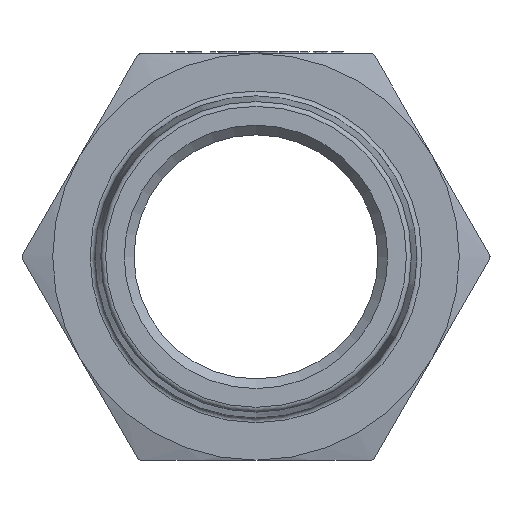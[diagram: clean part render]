
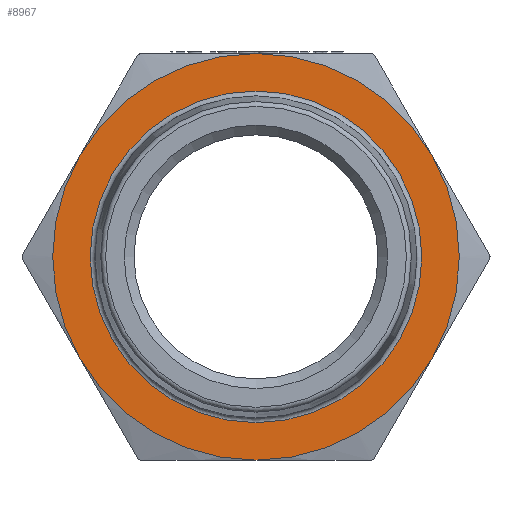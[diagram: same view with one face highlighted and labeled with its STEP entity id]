
A CAD part, left-side view. The second image highlights one B-rep face of the part: STEP entity #8967.
In plain terms, the highlighted planar face has unit normal (-1, 0, 0).
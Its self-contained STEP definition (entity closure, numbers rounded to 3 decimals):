
#98 = AXIS2_PLACEMENT_3D ( 'NONE', #8840, #8837, #8836 ) ;
#1255 = CIRCLE ( 'NONE', #98, 12. ) ;
#3029 = AXIS2_PLACEMENT_3D ( 'NONE', #11463, #11462, #11461 ) ;
#3035 = CIRCLE ( 'NONE', #6606, 12. ) ;
#3045 = CIRCLE ( 'NONE', #6864, 12. ) ;
#3541 = VERTEX_POINT ( 'NONE', #5424 ) ;
#3809 = CIRCLE ( 'NONE', #7313, 12. ) ;
#3813 = CIRCLE ( 'NONE', #7470, 12. ) ;
#3846 = AXIS2_PLACEMENT_3D ( 'NONE', #11844, #11788, #11783 ) ;
#4054 = PLANE ( 'NONE',  #13292 ) ;
#4057 = CARTESIAN_POINT ( 'NONE',  ( -3.85, 0., 0. ) ) ;
#4400 = CARTESIAN_POINT ( 'NONE',  ( -3.85, 10.392, -6. ) ) ;
#4416 = CARTESIAN_POINT ( 'NONE',  ( -3.85, 10.392, 6. ) ) ;
#4419 = DIRECTION ( 'NONE',  ( 1., 0., 0. ) ) ;
#4607 = DIRECTION ( 'NONE',  ( 0., 0., -1. ) ) ;
#4882 = FACE_OUTER_BOUND ( 'NONE', #6119, .T. ) ;
#4907 = DIRECTION ( 'NONE',  ( 0., 0., 1. ) ) ;
#4908 = DIRECTION ( 'NONE',  ( -1., 0., 0. ) ) ;
#4909 = CARTESIAN_POINT ( 'NONE',  ( -3.85, 0., 0. ) ) ;
#4994 = DIRECTION ( 'NONE',  ( 0., 0., 1. ) ) ;
#4995 = DIRECTION ( 'NONE',  ( -1., 0., 0. ) ) ;
#4998 = CARTESIAN_POINT ( 'NONE',  ( -3.85, 0., 0. ) ) ;
#4999 = FACE_BOUND ( 'NONE', #6242, .T. ) ;
#5424 = CARTESIAN_POINT ( 'NONE',  ( -3.85, 0., -9.787 ) ) ;
#5555 = CARTESIAN_POINT ( 'NONE',  ( -3.85, 0., 0. ) ) ;
#5556 = DIRECTION ( 'NONE',  ( -1., 0., 0. ) ) ;
#5722 = DIRECTION ( 'NONE',  ( 0., 0., 1. ) ) ;
#5788 = ORIENTED_EDGE ( 'NONE', *, *, #13357, .T. ) ;
#6003 = ORIENTED_EDGE ( 'NONE', *, *, #13314, .T. ) ;
#6016 = ORIENTED_EDGE ( 'NONE', *, *, #13343, .F. ) ;
#6119 = EDGE_LOOP ( 'NONE', ( #5788, #6308, #6193, #6205, #6224, #6003 ) ) ;
#6193 = ORIENTED_EDGE ( 'NONE', *, *, #13425, .T. ) ;
#6205 = ORIENTED_EDGE ( 'NONE', *, *, #13345, .T. ) ;
#6224 = ORIENTED_EDGE ( 'NONE', *, *, #13137, .T. ) ;
#6242 = EDGE_LOOP ( 'NONE', ( #6016 ) ) ;
#6308 = ORIENTED_EDGE ( 'NONE', *, *, #13417, .T. ) ;
#6359 = VERTEX_POINT ( 'NONE', #8773 ) ;
#6367 = VERTEX_POINT ( 'NONE', #8900 ) ;
#6368 = VERTEX_POINT ( 'NONE', #8550 ) ;
#6602 = VERTEX_POINT ( 'NONE', #8491 ) ;
#6606 = AXIS2_PLACEMENT_3D ( 'NONE', #4909, #4908, #4907 ) ;
#6858 = VERTEX_POINT ( 'NONE', #4400 ) ;
#6863 = VERTEX_POINT ( 'NONE', #4416 ) ;
#6864 = AXIS2_PLACEMENT_3D ( 'NONE', #4998, #4995, #4994 ) ;
#7313 = AXIS2_PLACEMENT_3D ( 'NONE', #5555, #5556, #5722 ) ;
#7470 = AXIS2_PLACEMENT_3D ( 'NONE', #11256, #11254, #11252 ) ;
#8491 = CARTESIAN_POINT ( 'NONE',  ( -3.85, 0., 12. ) ) ;
#8550 = CARTESIAN_POINT ( 'NONE',  ( -3.85, -10.392, -6. ) ) ;
#8773 = CARTESIAN_POINT ( 'NONE',  ( -3.85, -10.392, 6. ) ) ;
#8836 = DIRECTION ( 'NONE',  ( 0., 0., 1. ) ) ;
#8837 = DIRECTION ( 'NONE',  ( -1., 0., 0. ) ) ;
#8840 = CARTESIAN_POINT ( 'NONE',  ( -3.85, 0., 0. ) ) ;
#8900 = CARTESIAN_POINT ( 'NONE',  ( -3.85, 0., -12. ) ) ;
#8967 = ADVANCED_FACE ( 'NONE', ( #4882, #4999 ), #4054, .F. ) ;
#9980 = CIRCLE ( 'NONE', #3029, 9.787 ) ;
#9982 = CIRCLE ( 'NONE', #3846, 12. ) ;
#11252 = DIRECTION ( 'NONE',  ( 0., 0., 1. ) ) ;
#11254 = DIRECTION ( 'NONE',  ( -1., 0., 0. ) ) ;
#11256 = CARTESIAN_POINT ( 'NONE',  ( -3.85, 0., 0. ) ) ;
#11461 = DIRECTION ( 'NONE',  ( 0., 0., -1. ) ) ;
#11462 = DIRECTION ( 'NONE',  ( -1., 0., 0. ) ) ;
#11463 = CARTESIAN_POINT ( 'NONE',  ( -3.85, 0., 0. ) ) ;
#11783 = DIRECTION ( 'NONE',  ( 0., 0., 1. ) ) ;
#11788 = DIRECTION ( 'NONE',  ( -1., 0., 0. ) ) ;
#11844 = CARTESIAN_POINT ( 'NONE',  ( -3.85, 0., 0. ) ) ;
#13137 = EDGE_CURVE ( 'NONE', #6863, #6858, #1255, .T. ) ;
#13292 = AXIS2_PLACEMENT_3D ( 'NONE', #4057, #4419, #4607 ) ;
#13314 = EDGE_CURVE ( 'NONE', #6858, #6367, #9982, .T. ) ;
#13343 = EDGE_CURVE ( 'NONE', #3541, #3541, #9980, .T. ) ;
#13345 = EDGE_CURVE ( 'NONE', #6602, #6863, #3809, .T. ) ;
#13357 = EDGE_CURVE ( 'NONE', #6367, #6368, #3813, .T. ) ;
#13417 = EDGE_CURVE ( 'NONE', #6368, #6359, #3045, .T. ) ;
#13425 = EDGE_CURVE ( 'NONE', #6359, #6602, #3035, .T. ) ;
